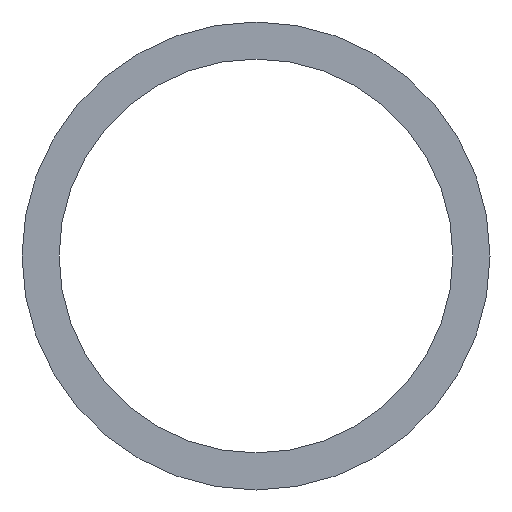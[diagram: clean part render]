
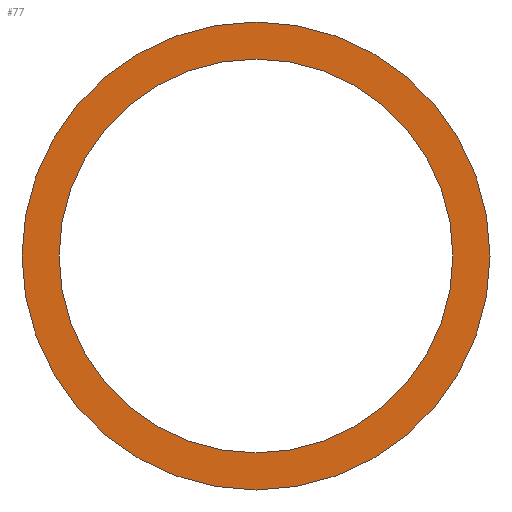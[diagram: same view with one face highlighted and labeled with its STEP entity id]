
A CAD part, front view. The second image highlights one B-rep face of the part: STEP entity #77.
In plain terms, the highlighted planar face has unit normal (0, -1, 0).
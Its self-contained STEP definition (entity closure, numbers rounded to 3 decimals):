
#77 = ADVANCED_FACE( '', ( #86, #87 ), #88, .F. );
#86 = FACE_BOUND( '', #98, .T. );
#87 = FACE_OUTER_BOUND( '', #99, .T. );
#88 = PLANE( '', #100 );
#98 = EDGE_LOOP( '', ( #114 ) );
#99 = EDGE_LOOP( '', ( #115 ) );
#100 = AXIS2_PLACEMENT_3D( '', #116, #117, #118 );
#114 = ORIENTED_EDGE( '', *, *, #125, .T. );
#115 = ORIENTED_EDGE( '', *, *, #127, .F. );
#116 = CARTESIAN_POINT( '', ( 0., -1.5, 0. ) );
#117 = DIRECTION( '', ( 0., 1., 0. ) );
#118 = DIRECTION( '', ( 0., 0., 1. ) );
#125 = EDGE_CURVE( '', #130, #130, #131, .T. );
#127 = EDGE_CURVE( '', #134, #134, #135, .T. );
#130 = VERTEX_POINT( '', #138 );
#131 = CIRCLE( '', #139, 25.25 );
#134 = VERTEX_POINT( '', #142 );
#135 = CIRCLE( '', #143, 30. );
#138 = CARTESIAN_POINT( '', ( 25.25, -1.5, 0. ) );
#139 = AXIS2_PLACEMENT_3D( '', #147, #148, #149 );
#142 = CARTESIAN_POINT( '', ( 30., -1.5, 0. ) );
#143 = AXIS2_PLACEMENT_3D( '', #153, #154, #155 );
#147 = CARTESIAN_POINT( '', ( 0., -1.5, 0. ) );
#148 = DIRECTION( '', ( 0., 1., 0. ) );
#149 = DIRECTION( '', ( 1., 0., 0. ) );
#153 = CARTESIAN_POINT( '', ( 0., -1.5, 0. ) );
#154 = DIRECTION( '', ( 0., 1., 0. ) );
#155 = DIRECTION( '', ( 1., 0., 0. ) );
